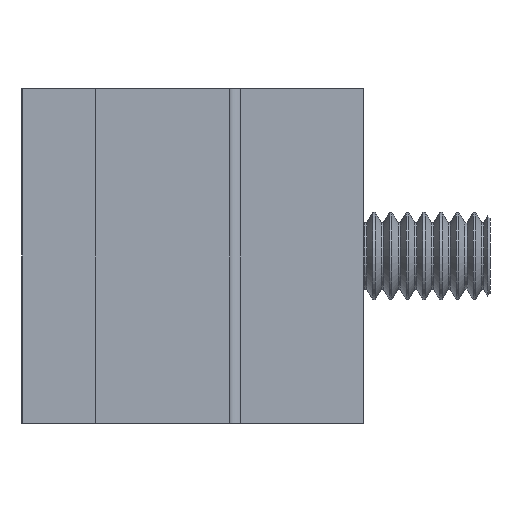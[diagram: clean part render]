
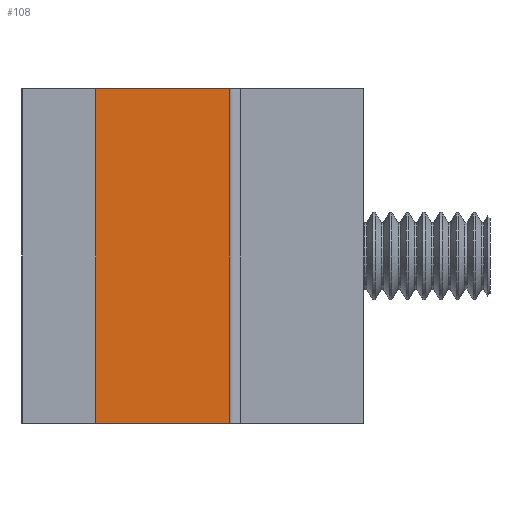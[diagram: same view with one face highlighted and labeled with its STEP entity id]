
A CAD part, left-side view. The second image highlights one B-rep face of the part: STEP entity #108.
In plain terms, the highlighted planar face has unit normal (-1, 0, 0).
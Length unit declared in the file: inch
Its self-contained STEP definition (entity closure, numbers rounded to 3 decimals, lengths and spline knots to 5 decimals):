
#108 = ADVANCED_FACE ( 'NONE', ( #2419 ), #2417, .F. ) ;
#109 = EDGE_LOOP ( 'NONE', ( #110, #113, #116, #118 ) ) ;
#110 = ORIENTED_EDGE ( 'NONE', *, *, #111, .T. ) ;
#111 = EDGE_CURVE ( 'NONE', #130, #112, #2418, .T. ) ;
#112 = VERTEX_POINT ( 'NONE', #2409 ) ;
#113 = ORIENTED_EDGE ( 'NONE', *, *, #114, .F. ) ;
#114 = EDGE_CURVE ( 'NONE', #115, #112, #2408, .T. ) ;
#115 = VERTEX_POINT ( 'NONE', #2404 ) ;
#116 = ORIENTED_EDGE ( 'NONE', *, *, #117, .F. ) ;
#117 = EDGE_CURVE ( 'NONE', #2218, #115, #2403, .T. ) ;
#118 = ORIENTED_EDGE ( 'NONE', *, *, #132, .T. ) ;
#130 = VERTEX_POINT ( 'NONE', #2443 ) ;
#132 = EDGE_CURVE ( 'NONE', #2218, #130, #2442, .T. ) ;
#2218 = VERTEX_POINT ( 'NONE', #6120 ) ;
#2400 = DIRECTION ( 'NONE',  ( 0., -1., 0. ) ) ;
#2401 = VECTOR ( 'NONE', #2400, 39.37008 ) ;
#2402 = CARTESIAN_POINT ( 'NONE',  ( -0.5625, -0.25, 0.3125 ) ) ;
#2403 = LINE ( 'NONE', #2402, #2401 ) ;
#2404 = CARTESIAN_POINT ( 'NONE',  ( -0.5625, -0.25, 0.3125 ) ) ;
#2405 = DIRECTION ( 'NONE',  ( 0., 0., -1. ) ) ;
#2406 = VECTOR ( 'NONE', #2405, 39.37008 ) ;
#2407 = CARTESIAN_POINT ( 'NONE',  ( -0.5625, -0.25, 0.3125 ) ) ;
#2408 = LINE ( 'NONE', #2407, #2406 ) ;
#2409 = CARTESIAN_POINT ( 'NONE',  ( -0.5625, -0.25, -0.3125 ) ) ;
#2410 = DIRECTION ( 'NONE',  ( 0., -1., 0. ) ) ;
#2411 = VECTOR ( 'NONE', #2410, 39.37008 ) ;
#2412 = CARTESIAN_POINT ( 'NONE',  ( -0.5625, -0.25, -0.3125 ) ) ;
#2413 = DIRECTION ( 'NONE',  ( 0., 0., -1. ) ) ;
#2414 = DIRECTION ( 'NONE',  ( 1., 0., 0. ) ) ;
#2415 = CARTESIAN_POINT ( 'NONE',  ( -0.5625, -0.25, 0.3125 ) ) ;
#2416 = AXIS2_PLACEMENT_3D ( 'NONE', #2415, #2414, #2413 ) ;
#2417 = PLANE ( 'NONE',  #2416 ) ;
#2418 = LINE ( 'NONE', #2412, #2411 ) ;
#2419 = FACE_OUTER_BOUND ( 'NONE', #109, .T. ) ;
#2439 = DIRECTION ( 'NONE',  ( 0., 0., -1. ) ) ;
#2440 = VECTOR ( 'NONE', #2439, 39.37008 ) ;
#2441 = CARTESIAN_POINT ( 'NONE',  ( -0.5625, 0., 0.3125 ) ) ;
#2442 = LINE ( 'NONE', #2441, #2440 ) ;
#2443 = CARTESIAN_POINT ( 'NONE',  ( -0.5625, 0., -0.3125 ) ) ;
#6120 = CARTESIAN_POINT ( 'NONE',  ( -0.5625, 0., 0.3125 ) ) ;
